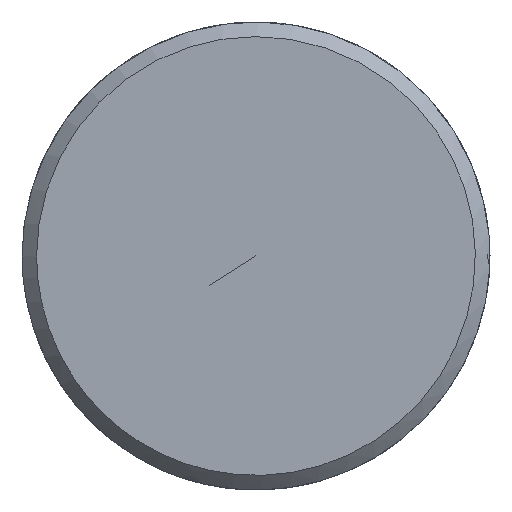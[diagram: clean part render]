
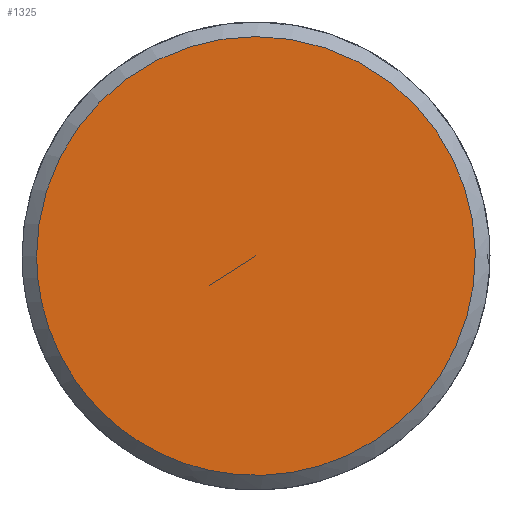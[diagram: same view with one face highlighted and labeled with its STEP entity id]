
A CAD part, left-side view. The second image highlights one B-rep face of the part: STEP entity #1325.
In plain terms, the highlighted free-form (B-spline) face has degree [5, 1] with [6, 2] control points.
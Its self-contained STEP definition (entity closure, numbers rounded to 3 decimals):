
#1253 = CARTESIAN_POINT ('', (-64., 3.75, 0.));
#1254 = VERTEX_POINT ('', #1253);
#1262 = CARTESIAN_POINT ('', (-64., 3.75, 0.));
#1263 = CARTESIAN_POINT ('', (-64., 3.75, 15.));
#1264 = CARTESIAN_POINT ('', (-64., -11.25, 7.5));
#1265 = CARTESIAN_POINT ('', (-64., -11.25, -7.5));
#1266 = CARTESIAN_POINT ('', (-64., 3.75, -15.));
#1267 = CARTESIAN_POINT ('', (-64., 3.75, 0.));
#1268 = (
   BOUNDED_CURVE ()
   B_SPLINE_CURVE (5, (#1262, #1263, #1264, #1265, #1266, #1267), .UNSPECIFIED., .T., .U.)
   B_SPLINE_CURVE_WITH_KNOTS ((6, 6), (0., 1.), .UNSPECIFIED.)
   CURVE ()
   GEOMETRIC_REPRESENTATION_ITEM ()
   RATIONAL_B_SPLINE_CURVE ((5., 1., 1., 1., 1., 5.))
   REPRESENTATION_ITEM ('')
);
#1269 = EDGE_CURVE ('', #1254, #1254, #1268, .T.);
#1301 = CARTESIAN_POINT ('', (-64., 0., 0.));
#1302 = VERTEX_POINT ('', #1301);
#1303 = CARTESIAN_POINT ('', (-64., 0., 0.));
#1304 = CARTESIAN_POINT ('', (-64., 3.75, 0.));
#1305 = B_SPLINE_CURVE_WITH_KNOTS ('', 1, (#1303, #1304), .UNSPECIFIED., .F., .U., (2, 2), (0., 1.), .UNSPECIFIED.);
#1306 = EDGE_CURVE ('', #1302, #1254, #1305, .T.);
#1307 = ORIENTED_EDGE ('', *, *, #1306, .F.);
#1308 = ORIENTED_EDGE ('', *, *, #1306, .T.);
#1309 = ORIENTED_EDGE ('', *, *, #1269, .F.);
#1310 = EDGE_LOOP ('', (#1307, #1308, #1309));
#1311 = FACE_OUTER_BOUND ('', #1310, .T.);
#1312 = CARTESIAN_POINT ('', (-64., 0., 0.));
#1313 = CARTESIAN_POINT ('', (-64., 3.75, 0.));
#1314 = CARTESIAN_POINT ('', (-64., 0., 0.));
#1315 = CARTESIAN_POINT ('', (-64., 3.75, 15.));
#1316 = CARTESIAN_POINT ('', (-64., 0., 0.));
#1317 = CARTESIAN_POINT ('', (-64., -11.25, 7.5));
#1318 = CARTESIAN_POINT ('', (-64., 0., 0.));
#1319 = CARTESIAN_POINT ('', (-64., -11.25, -7.5));
#1320 = CARTESIAN_POINT ('', (-64., 0., 0.));
#1321 = CARTESIAN_POINT ('', (-64., 3.75, -15.));
#1322 = CARTESIAN_POINT ('', (-64., 0., 0.));
#1323 = CARTESIAN_POINT ('', (-64., 3.75, 0.));
#1324 = (
   BOUNDED_SURFACE ()
   B_SPLINE_SURFACE (5, 1, ((#1312, #1313), (#1314, #1315), (#1316, #1317), (#1318, #1319), (#1320, #1321), (#1322, #1323)), .UNSPECIFIED., .T., .F., .U.)
   B_SPLINE_SURFACE_WITH_KNOTS ((6, 6), (2, 2), (0., 1.), (0., 1.), .UNSPECIFIED.)
   SURFACE ()
   GEOMETRIC_REPRESENTATION_ITEM ()
   RATIONAL_B_SPLINE_SURFACE (((5., 5.), (1., 1.), (1., 1.), (1., 1.), (1., 1.), (5., 5.)))
   REPRESENTATION_ITEM ('')
);
#1325 = ADVANCED_FACE ('', (#1311), #1324, .T.);
